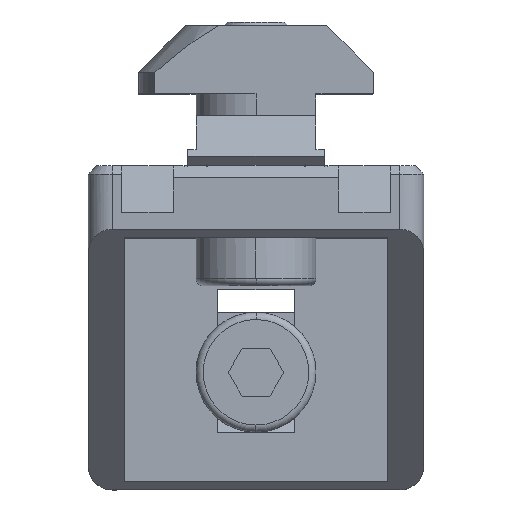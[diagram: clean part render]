
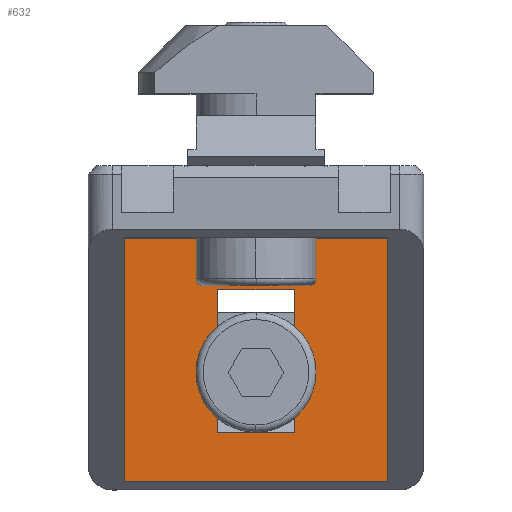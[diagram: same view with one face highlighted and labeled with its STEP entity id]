
A CAD part, top view. The second image highlights one B-rep face of the part: STEP entity #632.
In plain terms, the highlighted planar face has unit normal (0, 0, 1).
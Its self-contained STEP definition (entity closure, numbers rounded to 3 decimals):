
#632=ADVANCED_FACE('',(#1094,#1095),#1096,.T.);
#1094=FACE_OUTER_BOUND('',#1659,.T.);
#1095=FACE_BOUND('',#1660,.T.);
#1096=PLANE('',#1661);
#1659=EDGE_LOOP('',(#3255,#3256,#3257,#3258));
#1660=EDGE_LOOP('',(#3259,#3260,#3261,#3262));
#1661=AXIS2_PLACEMENT_3D('',#3263,#3264,#3265);
#3255=ORIENTED_EDGE('',*,*,#4563,.T.);
#3256=ORIENTED_EDGE('',*,*,#4557,.T.);
#3257=ORIENTED_EDGE('',*,*,#4556,.F.);
#3258=ORIENTED_EDGE('',*,*,#4554,.F.);
#3259=ORIENTED_EDGE('',*,*,#4564,.T.);
#3260=ORIENTED_EDGE('',*,*,#4565,.T.);
#3261=ORIENTED_EDGE('',*,*,#4566,.F.);
#3262=ORIENTED_EDGE('',*,*,#4567,.T.);
#3263=CARTESIAN_POINT('',(-11.0,-26.3,6.0));
#3264=DIRECTION('',(0.0,0.0,1.0));
#3265=DIRECTION('',(1.0,0.0,0.0));
#4554=EDGE_CURVE('',#5583,#5578,#5585,.T.);
#4556=EDGE_CURVE('',#5578,#5586,#5588,.T.);
#4557=EDGE_CURVE('',#5589,#5586,#5590,.F.);
#4563=EDGE_CURVE('',#5583,#5589,#5600,.T.);
#4564=EDGE_CURVE('',#5601,#5602,#5603,.T.);
#4565=EDGE_CURVE('',#5602,#5604,#5605,.T.);
#4566=EDGE_CURVE('',#5606,#5604,#5607,.F.);
#4567=EDGE_CURVE('',#5606,#5601,#5608,.F.);
#5578=VERTEX_POINT('',#7359);
#5583=VERTEX_POINT('',#7366);
#5585=LINE('',#7369,#7370);
#5586=VERTEX_POINT('',#7371);
#5588=LINE('',#7374,#7375);
#5589=VERTEX_POINT('',#7376);
#5590=LINE('',#7377,#7378);
#5600=LINE('',#7393,#7394);
#5601=VERTEX_POINT('',#7395);
#5602=VERTEX_POINT('',#7396);
#5603=LINE('',#7397,#7398);
#5604=VERTEX_POINT('',#7399);
#5605=LINE('',#7400,#7401);
#5606=VERTEX_POINT('',#7402);
#5607=LINE('',#7403,#7404);
#5608=LINE('',#7405,#7406);
#7359=CARTESIAN_POINT('',(-11.0,-26.3,6.0));
#7366=CARTESIAN_POINT('',(11.0,-26.3,6.0));
#7369=CARTESIAN_POINT('',(1.5,-26.3,6.0));
#7370=VECTOR('',#8866,1.0);
#7371=CARTESIAN_POINT('',(-11.0,-6.0,6.0));
#7374=CARTESIAN_POINT('',(-11.0,-15.8,6.0));
#7375=VECTOR('',#8868,1.0);
#7376=CARTESIAN_POINT('',(11.0,-6.0,6.0));
#7377=CARTESIAN_POINT('',(-11.0,-6.0,6.0));
#7378=VECTOR('',#8869,1.0);
#7393=CARTESIAN_POINT('',(11.0,-15.8,6.0));
#7394=VECTOR('',#8875,1.0);
#7395=CARTESIAN_POINT('',(3.2,-22.2,6.0));
#7396=CARTESIAN_POINT('',(-3.2,-22.2,6.0));
#7397=CARTESIAN_POINT('',(-5.5,-22.2,6.0));
#7398=VECTOR('',#8876,1.0);
#7399=CARTESIAN_POINT('',(-3.2,-10.3,6.0));
#7400=CARTESIAN_POINT('',(-3.2,-13.15,6.0));
#7401=VECTOR('',#8877,1.0);
#7402=CARTESIAN_POINT('',(3.2,-10.3,6.0));
#7403=CARTESIAN_POINT('',(-7.1,-10.3,6.0));
#7404=VECTOR('',#8878,1.0);
#7405=CARTESIAN_POINT('',(3.2,-13.15,6.0));
#7406=VECTOR('',#8879,1.0);
#8866=DIRECTION('',(-1.0,0.,0.0));
#8868=DIRECTION('',(0.,1.0,-0.0));
#8869=DIRECTION('',(1.0,0.,0.0));
#8875=DIRECTION('',(0.,1.0,-0.0));
#8876=DIRECTION('',(-1.0,0.,0.0));
#8877=DIRECTION('',(0.,1.0,-0.0));
#8878=DIRECTION('',(1.0,0.,0.0));
#8879=DIRECTION('',(0.,1.0,-0.0));
